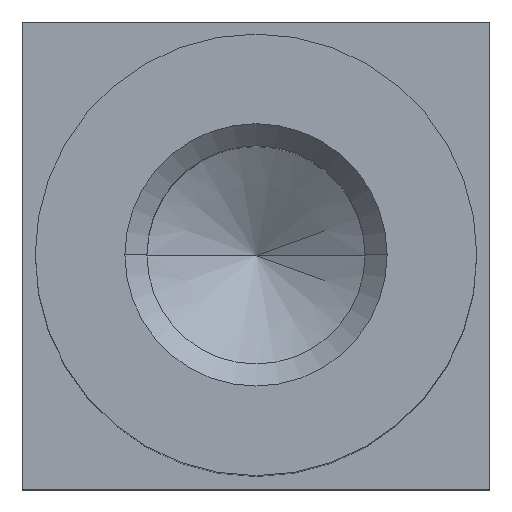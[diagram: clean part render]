
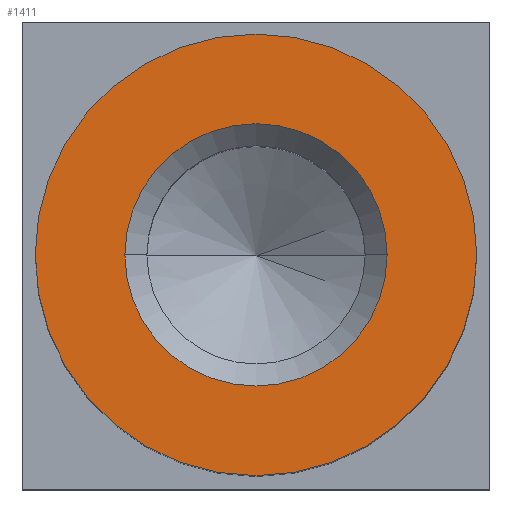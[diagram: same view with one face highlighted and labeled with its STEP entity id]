
A CAD part, top view. The second image highlights one B-rep face of the part: STEP entity #1411.
In plain terms, the highlighted planar face has unit normal (0, 0, 1).
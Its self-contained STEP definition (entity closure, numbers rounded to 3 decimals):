
#107 = CARTESIAN_POINT ( 'NONE',  ( 0., 0., 15. ) ) ;
#108 = DIRECTION ( 'NONE',  ( 0., 0., 1. ) ) ;
#109 = DIRECTION ( 'NONE',  ( 1., 0., 0. ) ) ;
#188 = FACE_BOUND ( 'NONE', #3596, .T. ) ;
#196 = FACE_OUTER_BOUND ( 'NONE', #3588, .T. ) ;
#199 = CARTESIAN_POINT ( 'NONE',  ( 0., 0., 15. ) ) ;
#200 = PLANE ( 'NONE',  #2520 ) ;
#202 = DIRECTION ( 'NONE',  ( 0., 0., 1. ) ) ;
#203 = DIRECTION ( 'NONE',  ( 1., 0., 0. ) ) ;
#580 = ORIENTED_EDGE ( 'NONE', *, *, #3961, .T. ) ;
#582 = ORIENTED_EDGE ( 'NONE', *, *, #1354, .T. ) ;
#611 = ORIENTED_EDGE ( 'NONE', *, *, #3938, .F. ) ;
#612 = ORIENTED_EDGE ( 'NONE', *, *, #1339, .F. ) ;
#1206 = CARTESIAN_POINT ( 'NONE',  ( -2.525, 0., 15. ) ) ;
#1209 = CARTESIAN_POINT ( 'NONE',  ( 2.525, 0., 15. ) ) ;
#1210 = CARTESIAN_POINT ( 'NONE',  ( -4.25, 0., 15. ) ) ;
#1217 = CARTESIAN_POINT ( 'NONE',  ( 4.25, 0., 15. ) ) ;
#1339 = EDGE_CURVE ( 'NONE', #3626, #3630, #1815, .T. ) ;
#1354 = EDGE_CURVE ( 'NONE', #3628, #3633, #1842, .T. ) ;
#1411 = ADVANCED_FACE ( 'NONE', ( #188, #196 ), #200, .T. ) ;
#1813 = AXIS2_PLACEMENT_3D ( 'NONE', #2349, #2350, #2351 ) ;
#1815 = CIRCLE ( 'NONE', #1830, 2.525 ) ;
#1830 = AXIS2_PLACEMENT_3D ( 'NONE', #107, #108, #109 ) ;
#1842 = CIRCLE ( 'NONE', #1813, 4.25 ) ;
#2080 = AXIS2_PLACEMENT_3D ( 'NONE', #4022, #4023, #4024 ) ;
#2082 = CIRCLE ( 'NONE', #2080, 2.525 ) ;
#2143 = CIRCLE ( 'NONE', #2145, 4.25 ) ;
#2145 = AXIS2_PLACEMENT_3D ( 'NONE', #4092, #4093, #4094 ) ;
#2349 = CARTESIAN_POINT ( 'NONE',  ( 0., 0., 15. ) ) ;
#2350 = DIRECTION ( 'NONE',  ( 0., 0., 1. ) ) ;
#2351 = DIRECTION ( 'NONE',  ( 1., 0., 0. ) ) ;
#2520 = AXIS2_PLACEMENT_3D ( 'NONE', #199, #202, #203 ) ;
#3588 = EDGE_LOOP ( 'NONE', ( #582, #580 ) ) ;
#3596 = EDGE_LOOP ( 'NONE', ( #612, #611 ) ) ;
#3626 = VERTEX_POINT ( 'NONE', #1209 ) ;
#3628 = VERTEX_POINT ( 'NONE', #1210 ) ;
#3630 = VERTEX_POINT ( 'NONE', #1206 ) ;
#3633 = VERTEX_POINT ( 'NONE', #1217 ) ;
#3938 = EDGE_CURVE ( 'NONE', #3630, #3626, #2082, .T. ) ;
#3961 = EDGE_CURVE ( 'NONE', #3633, #3628, #2143, .T. ) ;
#4022 = CARTESIAN_POINT ( 'NONE',  ( 0., 0., 15. ) ) ;
#4023 = DIRECTION ( 'NONE',  ( 0., 0., 1. ) ) ;
#4024 = DIRECTION ( 'NONE',  ( 1., 0., 0. ) ) ;
#4092 = CARTESIAN_POINT ( 'NONE',  ( 0., 0., 15. ) ) ;
#4093 = DIRECTION ( 'NONE',  ( 0., 0., 1. ) ) ;
#4094 = DIRECTION ( 'NONE',  ( 1., 0., 0. ) ) ;
